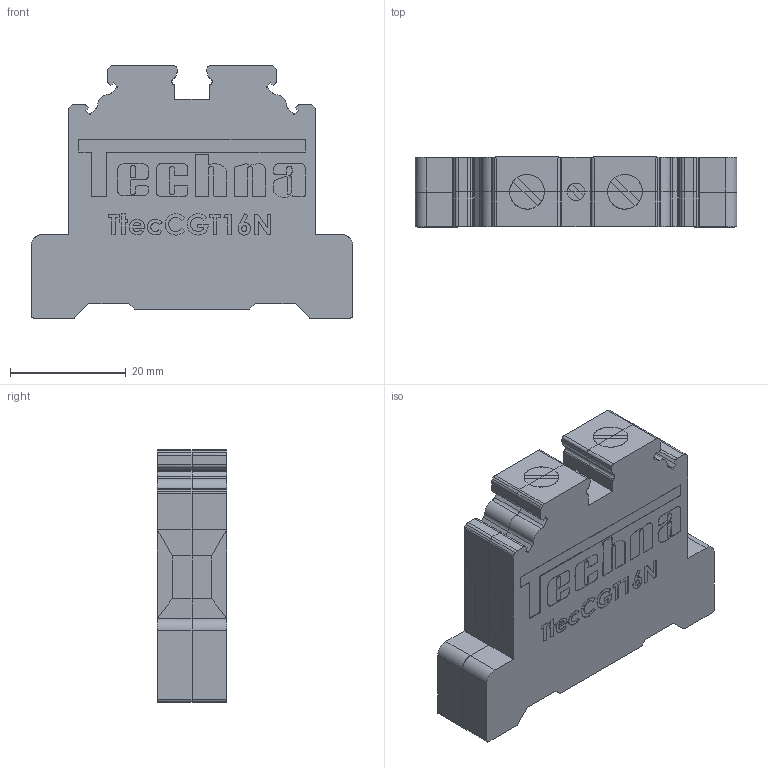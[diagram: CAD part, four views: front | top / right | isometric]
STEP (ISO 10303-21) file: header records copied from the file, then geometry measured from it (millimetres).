
FILE_DESCRIPTION (( 'STEP AP214' ), '1' );
FILE_NAME ('TtecCGT16N.STEP', '2020-06-18T08:42:40', ( '' ), ( '' ), 'SwSTEP 2.0', 'SolidWorks 2020', '' );
FILE_SCHEMA (( 'AUTOMOTIVE_DESIGN' ));
Length unit declared in the file: millimetre
Products named in the file (1): TtecCGT16N
Bounding box: 55.5 x 12 x 43.53 mm (x, y, z)
Volume: 21933.7 mm3; surface area: 10036.4 mm2
Topology: 2 solids, 2 shells, 751 faces, 2101 edges, 1394 vertices
Faces by surface type: plane 452, cylinder 213, bspline 86
Entity records: 34585 total; most frequent: CARTESIAN_POINT 10123, ORIENTED_EDGE 4202, DIRECTION 3519, EDGE_CURVE 2101, LINE 1479, VECTOR 1479, VERTEX_POINT 1394, AXIS2_PLACEMENT_3D 1020
